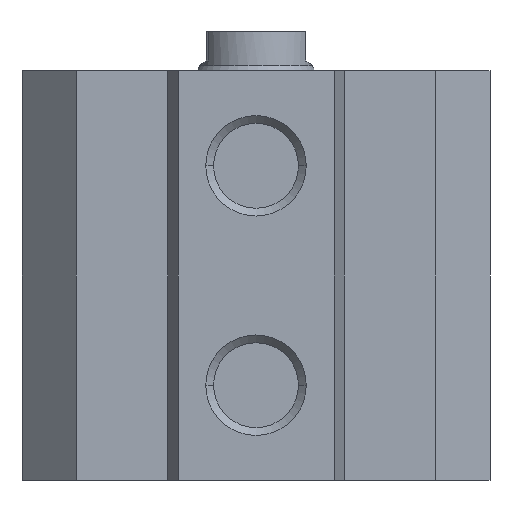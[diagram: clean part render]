
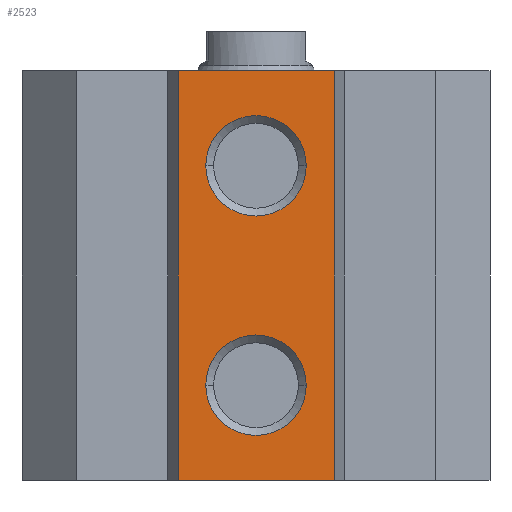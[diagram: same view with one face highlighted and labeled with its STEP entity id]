
A CAD part, front view. The second image highlights one B-rep face of the part: STEP entity #2523.
In plain terms, the highlighted planar face has unit normal (0, -1, 0).
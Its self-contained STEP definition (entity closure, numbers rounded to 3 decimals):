
#1054=CARTESIAN_POINT('',(5.15,-28.0,32.25));
#1055=VERTEX_POINT('',#1054);
#1063=CARTESIAN_POINT('',(-5.15,-28.0,32.25));
#1064=VERTEX_POINT('',#1063);
#1071=CARTESIAN_POINT('',(0.0,-28.0,32.25));
#1072=DIRECTION('',(0.0,1.0,0.0));
#1073=DIRECTION('',(1.0,0.0,0.0));
#1074=AXIS2_PLACEMENT_3D('',#1071,#1072,#1073);
#1075=CIRCLE('',#1074,5.15);
#1076=EDGE_CURVE('',#1055,#1064,#1075,.T.);
#1170=CARTESIAN_POINT('',(5.15,-28.0,9.75));
#1171=VERTEX_POINT('',#1170);
#1179=CARTESIAN_POINT('',(-5.15,-28.0,9.75));
#1180=VERTEX_POINT('',#1179);
#1187=CARTESIAN_POINT('',(0.0,-28.0,9.75));
#1188=DIRECTION('',(0.0,1.0,0.0));
#1189=DIRECTION('',(1.0,0.0,0.0));
#1190=AXIS2_PLACEMENT_3D('',#1187,#1188,#1189);
#1191=CIRCLE('',#1190,5.15);
#1192=EDGE_CURVE('',#1171,#1180,#1191,.T.);
#1224=CARTESIAN_POINT('',(0.0,-28.0,9.75));
#1225=DIRECTION('',(0.0,1.0,0.0));
#1226=DIRECTION('',(1.0,0.0,0.0));
#1227=AXIS2_PLACEMENT_3D('',#1224,#1225,#1226);
#1228=CIRCLE('',#1227,5.15);
#1229=EDGE_CURVE('',#1180,#1171,#1228,.T.);
#1318=CARTESIAN_POINT('',(0.0,-28.0,32.25));
#1319=DIRECTION('',(0.0,1.0,0.0));
#1320=DIRECTION('',(1.0,0.0,0.0));
#1321=AXIS2_PLACEMENT_3D('',#1318,#1319,#1320);
#1322=CIRCLE('',#1321,5.15);
#1323=EDGE_CURVE('',#1064,#1055,#1322,.T.);
#2459=CARTESIAN_POINT('',(8.0,-28.0,42.0));
#2460=VERTEX_POINT('',#2459);
#2467=CARTESIAN_POINT('',(8.0,-28.0,0.0));
#2468=VERTEX_POINT('',#2467);
#2469=CARTESIAN_POINT('',(8.0,-28.0,0.0));
#2470=DIRECTION('',(0.0,0.0,1.0));
#2471=VECTOR('',#2470,42.0);
#2472=LINE('',#2469,#2471);
#2473=EDGE_CURVE('',#2468,#2460,#2472,.T.);
#2485=CARTESIAN_POINT('',(8.0,-28.0,0.0));
#2486=DIRECTION('',(0.0,-1.0,0.0));
#2487=DIRECTION('',(0.0,0.0,-1.0));
#2488=AXIS2_PLACEMENT_3D('',#2485,#2486,#2487);
#2489=PLANE('',#2488);
#2490=CARTESIAN_POINT('',(-8.0,-28.0,42.0));
#2491=VERTEX_POINT('',#2490);
#2492=CARTESIAN_POINT('',(8.0,-28.0,42.0));
#2493=DIRECTION('',(-1.0,0.0,0.0));
#2494=VECTOR('',#2493,16.0);
#2495=LINE('',#2492,#2494);
#2496=EDGE_CURVE('',#2460,#2491,#2495,.T.);
#2497=ORIENTED_EDGE('',*,*,#2496,.T.);
#2498=CARTESIAN_POINT('',(-8.0,-28.0,0.0));
#2499=VERTEX_POINT('',#2498);
#2500=CARTESIAN_POINT('',(-8.0,-28.0,0.0));
#2501=DIRECTION('',(0.0,0.0,1.0));
#2502=VECTOR('',#2501,42.0);
#2503=LINE('',#2500,#2502);
#2504=EDGE_CURVE('',#2499,#2491,#2503,.T.);
#2505=ORIENTED_EDGE('',*,*,#2504,.F.);
#2506=CARTESIAN_POINT('',(8.0,-28.0,0.0));
#2507=DIRECTION('',(-1.0,0.0,0.0));
#2508=VECTOR('',#2507,16.0);
#2509=LINE('',#2506,#2508);
#2510=EDGE_CURVE('',#2468,#2499,#2509,.T.);
#2511=ORIENTED_EDGE('',*,*,#2510,.F.);
#2512=ORIENTED_EDGE('',*,*,#2473,.T.);
#2513=EDGE_LOOP('',(#2497,#2505,#2511,#2512));
#2514=FACE_OUTER_BOUND('',#2513,.T.);
#2515=ORIENTED_EDGE('',*,*,#1192,.T.);
#2516=ORIENTED_EDGE('',*,*,#1229,.T.);
#2517=EDGE_LOOP('',(#2515,#2516));
#2518=FACE_BOUND('',#2517,.T.);
#2519=ORIENTED_EDGE('',*,*,#1076,.T.);
#2520=ORIENTED_EDGE('',*,*,#1323,.T.);
#2521=EDGE_LOOP('',(#2519,#2520));
#2522=FACE_BOUND('',#2521,.T.);
#2523=ADVANCED_FACE('',(#2514,#2518,#2522),#2489,.T.);
